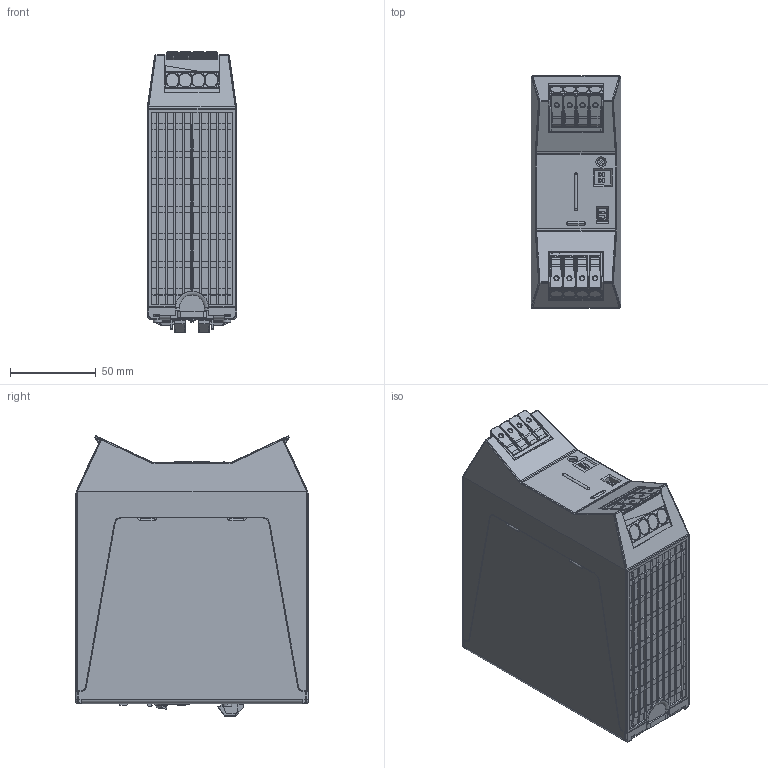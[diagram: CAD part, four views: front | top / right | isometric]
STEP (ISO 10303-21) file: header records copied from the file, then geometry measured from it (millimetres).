
FILE_DESCRIPTION (( 'STEP AP214' ), '1' );
FILE_NAME ('RACPRO1-T480_48.STEP', '2025-05-29T19:07:06', ( '' ), ( '' ), 'SwSTEP 2.0', 'SolidWorks 2024', '' );
FILE_SCHEMA (( 'AUTOMOTIVE_DESIGN' ));
Length unit declared in the file: inch
Products named in the file (1): RACPRO1-T480_48
Bounding box: 52.05 x 135 x 163.05 mm (x, y, z)
Volume: 985455.1 mm3; surface area: 99153.2 mm2
Topology: 1 solids, 9 shells, 3646 faces, 9829 edges, 6208 vertices
Faces by surface type: plane 1958, cylinder 939, torus 371, bspline 332, sphere 28, cone 18
Full cylindrical faces by diameter (mm): 4.687 x1
Entity records: 123325 total; most frequent: CARTESIAN_POINT 35596, ORIENTED_EDGE 19534, DIRECTION 16812, EDGE_CURVE 9767, VECTOR 6290, LINE 6290, VERTEX_POINT 6207, AXIS2_PLACEMENT_3D 5261
